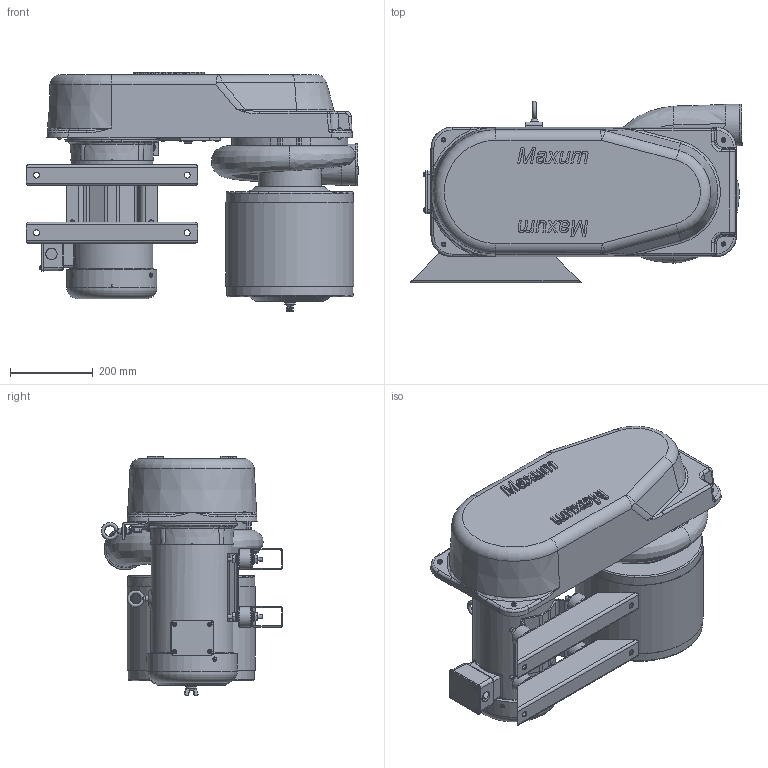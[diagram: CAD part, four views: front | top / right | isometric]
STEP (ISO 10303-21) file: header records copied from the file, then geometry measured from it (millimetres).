
FILE_DESCRIPTION(/* description */ (''),/* implementation_level */ '2;1');
FILE_NAME(/* name */ 'BAL07xB005_A.stp',/* time_stamp */ '2018-11-30T11:53:55-05:00',/* author */ ('James'),/* organization */ (''),/* preprocessor_version */ 'ST-DEVELOPER v16.5',/* originating_system */ 'Autodesk Inventor 2017',/* authorisation */ '');
FILE_SCHEMA (('AUTOMOTIVE_DESIGN { 1 0 10303 214 3 1 1 }'));
Length unit declared in the file: inch
Products named in the file (1): BAL07xB005_A
Bounding box: 804.46 x 440.05 x 581.02 mm (x, y, z)
Volume: 70930105.7 mm3; surface area: 2107789.6 mm2
Topology: 2 solids, 2 shells, 2604 faces, 6622 edges, 4260 vertices
Faces by surface type: plane 1185, cylinder 746, bspline 288, cone 240, torus 77, sphere 68
Full cylindrical faces by diameter (mm): 4.826 x4, 6.35 x2, 6.624 x1, 9.652 x1, 10 x16, 10.5 x4, 10.516 x7, 11.366 x2, 12 x4, 12.548 x1, 14.3 x4, 21 x1, 25.4 x11, 34.925 x1, 50 x4, 100.012 x1, 152.4 x1, 215.862 x1, 218.328 x1, 281.28 x1, 306.07 x1, 308.61 x1, 310.896 x1
Entity records: 104571 total; most frequent: CARTESIAN_POINT 43941, ORIENTED_EDGE 12786, DIRECTION 12375, EDGE_CURVE 6393, AXIS2_PLACEMENT_3D 4615, VERTEX_POINT 4167, LINE 3145, VECTOR 3145
